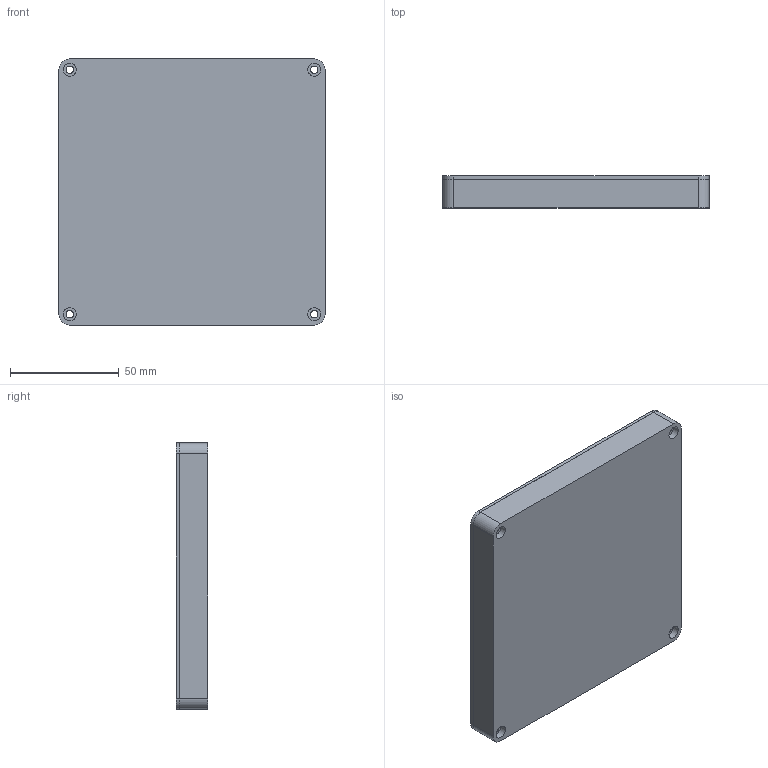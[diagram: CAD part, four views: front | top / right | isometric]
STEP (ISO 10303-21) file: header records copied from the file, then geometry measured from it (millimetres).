
FILE_DESCRIPTION(/* description */ (''),/* implementation_level */ '2;1');
FILE_NAME(/* name */ 'CalcPad Full.step',/* time_stamp */ '2026-01-07T14:25:23Z',/* author */ (''),/* organization */ (''),/* preprocessor_version */ 'ST-DEVELOPER v20.1',/* originating_system */ 'Autodesk Translation Framework v14.21.0.0',/* authorisation */ '');
FILE_SCHEMA (('AUTOMOTIVE_DESIGN { 1 0 10303 214 3 1 1 }'));
Length unit declared in the file: millimetre
Products named in the file (7): 2026-01-06-22-55-29-466; 2026-01-05-16-52-53-496; Calc pad 1; PinHeader_1x04_P2.54mm_Vertical; Calc pad_PCB; D_DO-35_SOD27_P7.62mm_Horizontal; 2026-01-05-18-17-57-458
Assembly tree (21 placements, depth 3):
  2026-01-06-22-55-29-466
    2026-01-05-16-52-53-496
    Calc pad 1
      D_DO-35_SOD27_P7.62mm_Horizontal  x16
      PinHeader_1x04_P2.54mm_Vertical
      Calc pad_PCB
    2026-01-05-18-17-57-458
Bounding box: 122.16 x 14.5 x 122.16 mm (x, y, z)
Volume: 118730.8 mm3; surface area: 86803.9 mm2
Topology: 36 solids, 36 shells, 658 faces, 1562 edges, 1020 vertices
Faces by surface type: plane 298, cylinder 296, torus 64
Full cylindrical faces by diameter (mm): 0.5 x48, 0.8 x32, 1 x4, 1.5 x32, 1.7 x32, 2 x32, 2.02 x16, 3.4 x8, 4 x16, 6 x4
Entity records: 14358 total; most frequent: DIRECTION 2456, CARTESIAN_POINT 2338, ORIENTED_EDGE 2284, EDGE_CURVE 1142, AXIS2_PLACEMENT_3D 868, VERTEX_POINT 750, LINE 720, VECTOR 720
